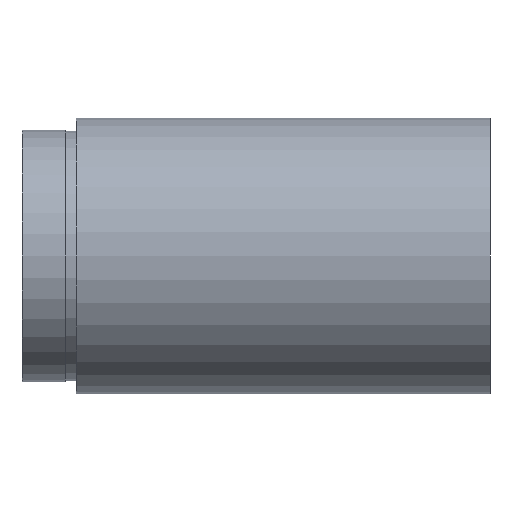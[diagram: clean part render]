
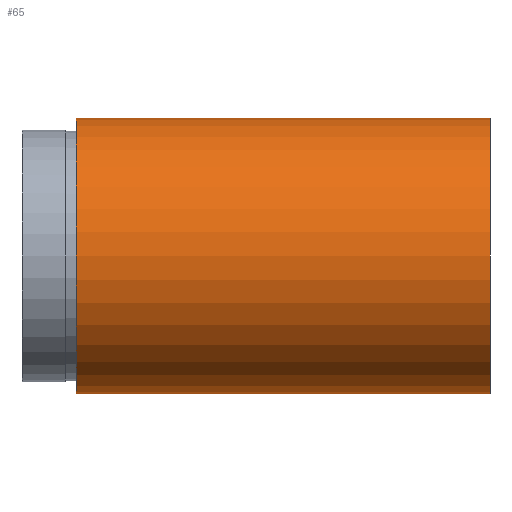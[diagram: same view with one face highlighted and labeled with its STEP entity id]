
A CAD part, left-side view. The second image highlights one B-rep face of the part: STEP entity #65.
In plain terms, the highlighted cylindrical face has radius 12.7 mm (diameter 25.4 mm), a partial arc.
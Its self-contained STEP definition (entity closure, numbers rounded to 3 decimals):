
#10 = EDGE_CURVE ( 'NONE', #498, #480, #343, .T. ) ;
#65 = ADVANCED_FACE ( 'NONE', ( #483 ), #613, .T. ) ;
#77 = CARTESIAN_POINT ( 'NONE',  ( 0., 161.376, -12.7 ) ) ;
#83 = DIRECTION ( 'NONE',  ( 0., 1., 0. ) ) ;
#100 = ORIENTED_EDGE ( 'NONE', *, *, #102, .T. ) ;
#102 = EDGE_CURVE ( 'NONE', #552, #433, #206, .T. ) ;
#130 = ORIENTED_EDGE ( 'NONE', *, *, #624, .T. ) ;
#132 = DIRECTION ( 'NONE',  ( 0., 1., 0. ) ) ;
#154 = VECTOR ( 'NONE', #554, 1000. ) ;
#181 = DIRECTION ( 'NONE',  ( 0., 1., 0. ) ) ;
#206 = LINE ( 'NONE', #269, #154 ) ;
#234 = AXIS2_PLACEMENT_3D ( 'NONE', #555, #181, #510 ) ;
#239 = VECTOR ( 'NONE', #461, 1000. ) ;
#263 = CARTESIAN_POINT ( 'NONE',  ( 0., 38.1, 12.7 ) ) ;
#269 = CARTESIAN_POINT ( 'NONE',  ( 0., 161.376, 12.7 ) ) ;
#309 = EDGE_LOOP ( 'NONE', ( #595, #130, #100, #567 ) ) ;
#321 = DIRECTION ( 'NONE',  ( 0., 0., 1. ) ) ;
#343 = LINE ( 'NONE', #77, #239 ) ;
#359 = CARTESIAN_POINT ( 'NONE',  ( 0., 161.376, 0. ) ) ;
#366 = DIRECTION ( 'NONE',  ( 0., 0., 1. ) ) ;
#408 = CARTESIAN_POINT ( 'NONE',  ( 0., 0., 12.7 ) ) ;
#431 = AXIS2_PLACEMENT_3D ( 'NONE', #359, #132, #366 ) ;
#433 = VERTEX_POINT ( 'NONE', #263 ) ;
#445 = CARTESIAN_POINT ( 'NONE',  ( 0., 38.1, -12.7 ) ) ;
#450 = CARTESIAN_POINT ( 'NONE',  ( 0., 0., -12.7 ) ) ;
#461 = DIRECTION ( 'NONE',  ( 0., 1., 0. ) ) ;
#477 = CIRCLE ( 'NONE', #234, 12.7 ) ;
#478 = CIRCLE ( 'NONE', #585, 12.7 ) ;
#480 = VERTEX_POINT ( 'NONE', #445 ) ;
#483 = FACE_OUTER_BOUND ( 'NONE', #309, .T. ) ;
#498 = VERTEX_POINT ( 'NONE', #450 ) ;
#510 = DIRECTION ( 'NONE',  ( 0., 0., 1. ) ) ;
#535 = EDGE_CURVE ( 'NONE', #480, #433, #478, .T. ) ;
#545 = CARTESIAN_POINT ( 'NONE',  ( 0., 38.1, 0. ) ) ;
#552 = VERTEX_POINT ( 'NONE', #408 ) ;
#554 = DIRECTION ( 'NONE',  ( 0., 1., 0. ) ) ;
#555 = CARTESIAN_POINT ( 'NONE',  ( 0., 0., 0. ) ) ;
#567 = ORIENTED_EDGE ( 'NONE', *, *, #535, .F. ) ;
#585 = AXIS2_PLACEMENT_3D ( 'NONE', #545, #83, #321 ) ;
#595 = ORIENTED_EDGE ( 'NONE', *, *, #10, .F. ) ;
#613 = CYLINDRICAL_SURFACE ( 'NONE', #431, 12.7 ) ;
#624 = EDGE_CURVE ( 'NONE', #498, #552, #477, .T. ) ;
